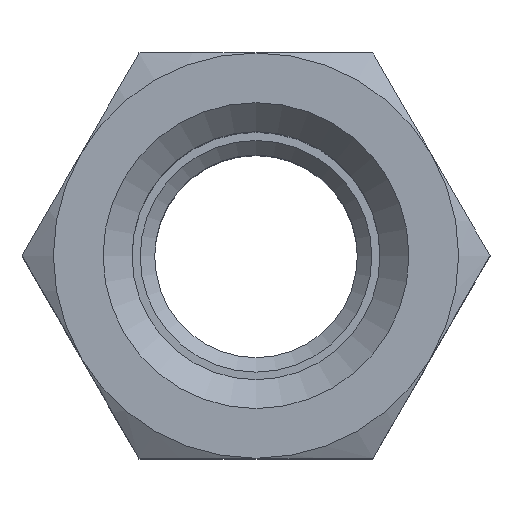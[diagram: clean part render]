
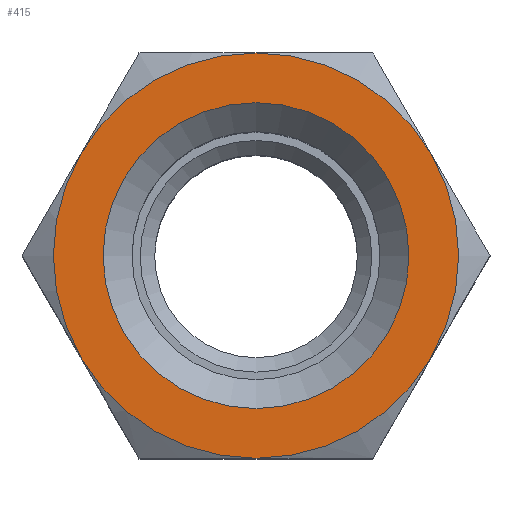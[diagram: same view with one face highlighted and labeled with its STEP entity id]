
A CAD part, top view. The second image highlights one B-rep face of the part: STEP entity #415.
In plain terms, the highlighted planar face has unit normal (0, 0, 1).
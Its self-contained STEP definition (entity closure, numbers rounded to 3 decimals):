
#16=FACE_BOUND('',#105,.T.);
#49=PLANE('',#483);
#75=FACE_OUTER_BOUND('',#104,.T.);
#104=EDGE_LOOP('',(#335,#336,#337,#338,#339,#340));
#105=EDGE_LOOP('',(#341));
#121=CIRCLE('',#456,7.);
#122=CIRCLE('',#458,7.);
#123=CIRCLE('',#460,7.);
#124=CIRCLE('',#462,7.);
#125=CIRCLE('',#464,7.);
#126=CIRCLE('',#466,7.);
#132=CIRCLE('',#479,5.283);
#176=VERTEX_POINT('',#676);
#177=VERTEX_POINT('',#680);
#179=VERTEX_POINT('',#687);
#181=VERTEX_POINT('',#697);
#183=VERTEX_POINT('',#710);
#185=VERTEX_POINT('',#720);
#192=VERTEX_POINT('',#757);
#219=EDGE_CURVE('',#176,#177,#121,.T.);
#222=EDGE_CURVE('',#179,#176,#122,.T.);
#225=EDGE_CURVE('',#181,#179,#123,.T.);
#227=EDGE_CURVE('',#183,#181,#124,.T.);
#230=EDGE_CURVE('',#185,#183,#125,.T.);
#233=EDGE_CURVE('',#177,#185,#126,.T.);
#246=EDGE_CURVE('',#192,#192,#132,.T.);
#335=ORIENTED_EDGE('',*,*,#233,.T.);
#336=ORIENTED_EDGE('',*,*,#230,.T.);
#337=ORIENTED_EDGE('',*,*,#227,.T.);
#338=ORIENTED_EDGE('',*,*,#225,.T.);
#339=ORIENTED_EDGE('',*,*,#222,.T.);
#340=ORIENTED_EDGE('',*,*,#219,.T.);
#341=ORIENTED_EDGE('',*,*,#246,.F.);
#415=ADVANCED_FACE('',(#75,#16),#49,.T.);
#456=AXIS2_PLACEMENT_3D('',#684,#523,#524);
#458=AXIS2_PLACEMENT_3D('',#694,#527,#528);
#460=AXIS2_PLACEMENT_3D('',#704,#531,#532);
#462=AXIS2_PLACEMENT_3D('',#711,#535,#536);
#464=AXIS2_PLACEMENT_3D('',#721,#539,#540);
#466=AXIS2_PLACEMENT_3D('',#730,#543,#544);
#479=AXIS2_PLACEMENT_3D('',#758,#575,#576);
#483=AXIS2_PLACEMENT_3D('',#766,#585,#586);
#523=DIRECTION('center_axis',(0.,0.,1.));
#524=DIRECTION('ref_axis',(0.,1.,0.));
#527=DIRECTION('center_axis',(0.,0.,1.));
#528=DIRECTION('ref_axis',(0.,1.,0.));
#531=DIRECTION('center_axis',(0.,0.,1.));
#532=DIRECTION('ref_axis',(0.,1.,0.));
#535=DIRECTION('center_axis',(0.,0.,1.));
#536=DIRECTION('ref_axis',(0.,1.,0.));
#539=DIRECTION('center_axis',(0.,0.,1.));
#540=DIRECTION('ref_axis',(0.,1.,0.));
#543=DIRECTION('center_axis',(0.,0.,1.));
#544=DIRECTION('ref_axis',(0.,1.,0.));
#575=DIRECTION('center_axis',(0.,0.,1.));
#576=DIRECTION('ref_axis',(-1.,0.,0.));
#585=DIRECTION('center_axis',(0.,0.,1.));
#586=DIRECTION('ref_axis',(1.,0.,0.));
#676=CARTESIAN_POINT('',(-6.062,-3.5,0.));
#680=CARTESIAN_POINT('',(0.,-7.,0.));
#684=CARTESIAN_POINT('Origin',(0.,0.,0.));
#687=CARTESIAN_POINT('',(-6.062,3.5,0.));
#694=CARTESIAN_POINT('Origin',(0.,0.,0.));
#697=CARTESIAN_POINT('',(0.,7.,0.));
#704=CARTESIAN_POINT('Origin',(0.,0.,0.));
#710=CARTESIAN_POINT('',(6.062,3.5,0.));
#711=CARTESIAN_POINT('Origin',(0.,0.,0.));
#720=CARTESIAN_POINT('',(6.062,-3.5,0.));
#721=CARTESIAN_POINT('Origin',(0.,0.,0.));
#730=CARTESIAN_POINT('Origin',(0.,0.,0.));
#757=CARTESIAN_POINT('',(5.283,0.,0.));
#758=CARTESIAN_POINT('Origin',(0.,0.,0.));
#766=CARTESIAN_POINT('Origin',(0.,0.,
0.));
